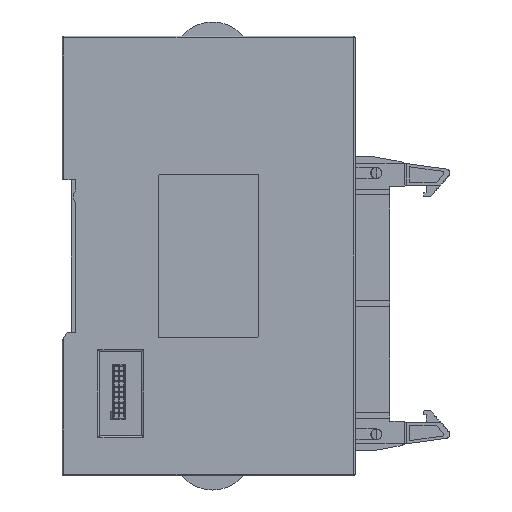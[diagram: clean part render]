
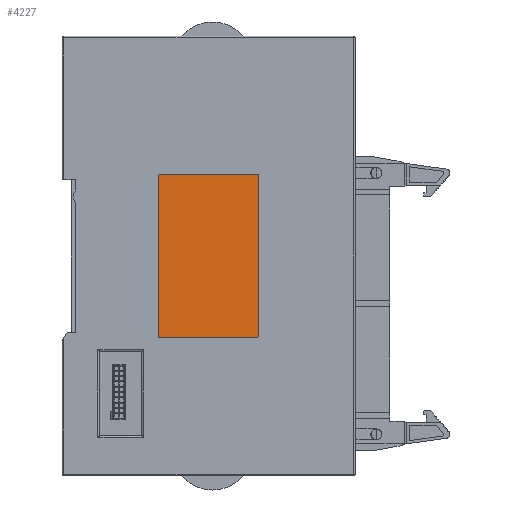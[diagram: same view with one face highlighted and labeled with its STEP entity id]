
A CAD part, left-side view. The second image highlights one B-rep face of the part: STEP entity #4227.
In plain terms, the highlighted planar face has unit normal (-1, 0, 0).
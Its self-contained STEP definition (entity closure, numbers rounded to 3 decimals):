
#306=(
BOUNDED_CURVE()
B_SPLINE_CURVE(2,(#103230,#103231,#103232),.UNSPECIFIED.,.F.,.F.)
B_SPLINE_CURVE_WITH_KNOTS((3,3),(0.,1.),.UNSPECIFIED.)
CURVE()
GEOMETRIC_REPRESENTATION_ITEM()
RATIONAL_B_SPLINE_CURVE((1.,0.707,1.))
REPRESENTATION_ITEM('')
);
#308=(
BOUNDED_CURVE()
B_SPLINE_CURVE(2,(#103246,#103247,#103248),.UNSPECIFIED.,.F.,.F.)
B_SPLINE_CURVE_WITH_KNOTS((3,3),(0.,1.),.UNSPECIFIED.)
CURVE()
GEOMETRIC_REPRESENTATION_ITEM()
RATIONAL_B_SPLINE_CURVE((1.,0.707,1.))
REPRESENTATION_ITEM('')
);
#310=(
BOUNDED_CURVE()
B_SPLINE_CURVE(2,(#103266,#103267,#103268),.UNSPECIFIED.,.F.,.F.)
B_SPLINE_CURVE_WITH_KNOTS((3,3),(0.,1.),.UNSPECIFIED.)
CURVE()
GEOMETRIC_REPRESENTATION_ITEM()
RATIONAL_B_SPLINE_CURVE((1.,0.707,1.))
REPRESENTATION_ITEM('')
);
#312=(
BOUNDED_CURVE()
B_SPLINE_CURVE(2,(#103278,#103279,#103280),.UNSPECIFIED.,.F.,.F.)
B_SPLINE_CURVE_WITH_KNOTS((3,3),(0.,1.),.UNSPECIFIED.)
CURVE()
GEOMETRIC_REPRESENTATION_ITEM()
RATIONAL_B_SPLINE_CURVE((1.,0.707,1.))
REPRESENTATION_ITEM('')
);
#4227=ADVANCED_FACE('',(#7624),#56906,.T.);
#7624=FACE_OUTER_BOUND('',#11198,.T.);
#11198=EDGE_LOOP('',(#28877,#28878,#28879,#28880,#28881,#28882,#28883,#28884));
#28877=ORIENTED_EDGE('',*,*,#37904,.F.);
#28878=ORIENTED_EDGE('',*,*,#37891,.F.);
#28879=ORIENTED_EDGE('',*,*,#37883,.F.);
#28880=ORIENTED_EDGE('',*,*,#37885,.F.);
#28881=ORIENTED_EDGE('',*,*,#37890,.F.);
#28882=ORIENTED_EDGE('',*,*,#37894,.F.);
#28883=ORIENTED_EDGE('',*,*,#37899,.F.);
#28884=ORIENTED_EDGE('',*,*,#37900,.F.);
#37883=EDGE_CURVE('',#53232,#53233,#306,.T.);
#37885=EDGE_CURVE('',#53234,#53232,#46796,.T.);
#37890=EDGE_CURVE('',#53237,#53234,#308,.T.);
#37891=EDGE_CURVE('',#53233,#53238,#46800,.T.);
#37894=EDGE_CURVE('',#53240,#53237,#46803,.T.);
#37899=EDGE_CURVE('',#53243,#53240,#310,.T.);
#37900=EDGE_CURVE('',#53244,#53243,#46807,.T.);
#37904=EDGE_CURVE('',#53238,#53244,#312,.T.);
#46796=B_SPLINE_CURVE_WITH_KNOTS('',1,(#103235,#103236),.UNSPECIFIED.,.F.,
 .F.,(2,2),(0.,23.),.UNSPECIFIED.);
#46800=B_SPLINE_CURVE_WITH_KNOTS('',1,(#103249,#103250),.UNSPECIFIED.,.F.,
 .F.,(2,2),(0.,38.),.UNSPECIFIED.);
#46803=B_SPLINE_CURVE_WITH_KNOTS('',1,(#103255,#103256),.UNSPECIFIED.,.F.,
 .F.,(2,2),(0.,38.),.UNSPECIFIED.);
#46807=B_SPLINE_CURVE_WITH_KNOTS('',1,(#103269,#103270),.UNSPECIFIED.,.F.,
 .F.,(2,2),(0.,23.),.UNSPECIFIED.);
#53232=VERTEX_POINT('',#95868);
#53233=VERTEX_POINT('',#95869);
#53234=VERTEX_POINT('',#95870);
#53237=VERTEX_POINT('',#95873);
#53238=VERTEX_POINT('',#95874);
#53240=VERTEX_POINT('',#95876);
#53243=VERTEX_POINT('',#95879);
#53244=VERTEX_POINT('',#95880);
#56906=PLANE('',#59903);
#59903=AXIS2_PLACEMENT_3D('',#93521,#62817,$);
#62817=DIRECTION('',(-1.,0.,0.));
#93521=CARTESIAN_POINT('',(-345.703,-71.468,212.686));
#95868=CARTESIAN_POINT('',(-345.703,-97.38,255.598));
#95869=CARTESIAN_POINT('',(-345.703,-97.88,255.098));
#95870=CARTESIAN_POINT('',(-345.703,-74.38,255.598));
#95873=CARTESIAN_POINT('',(-345.703,-73.88,255.098));
#95874=CARTESIAN_POINT('',(-345.703,-97.88,217.098));
#95876=CARTESIAN_POINT('',(-345.703,-73.88,217.098));
#95879=CARTESIAN_POINT('',(-345.703,-74.38,216.598));
#95880=CARTESIAN_POINT('',(-345.703,-97.38,216.598));
#103230=CARTESIAN_POINT('',(-345.703,-97.38,255.598));
#103231=CARTESIAN_POINT('',(-345.703,-97.88,255.598));
#103232=CARTESIAN_POINT('',(-345.703,-97.88,255.098));
#103235=CARTESIAN_POINT('',(-345.703,-74.38,255.598));
#103236=CARTESIAN_POINT('',(-345.703,-97.38,255.598));
#103246=CARTESIAN_POINT('',(-345.703,-73.88,255.098));
#103247=CARTESIAN_POINT('',(-345.703,-73.88,255.598));
#103248=CARTESIAN_POINT('',(-345.703,-74.38,255.598));
#103249=CARTESIAN_POINT('',(-345.703,-97.88,255.098));
#103250=CARTESIAN_POINT('',(-345.703,-97.88,217.098));
#103255=CARTESIAN_POINT('',(-345.703,-73.88,217.098));
#103256=CARTESIAN_POINT('',(-345.703,-73.88,255.098));
#103266=CARTESIAN_POINT('',(-345.703,-74.38,216.598));
#103267=CARTESIAN_POINT('',(-345.703,-73.88,216.598));
#103268=CARTESIAN_POINT('',(-345.703,-73.88,217.098));
#103269=CARTESIAN_POINT('',(-345.703,-97.38,216.598));
#103270=CARTESIAN_POINT('',(-345.703,-74.38,216.598));
#103278=CARTESIAN_POINT('',(-345.703,-97.88,217.098));
#103279=CARTESIAN_POINT('',(-345.703,-97.88,216.598));
#103280=CARTESIAN_POINT('',(-345.703,-97.38,216.598));
